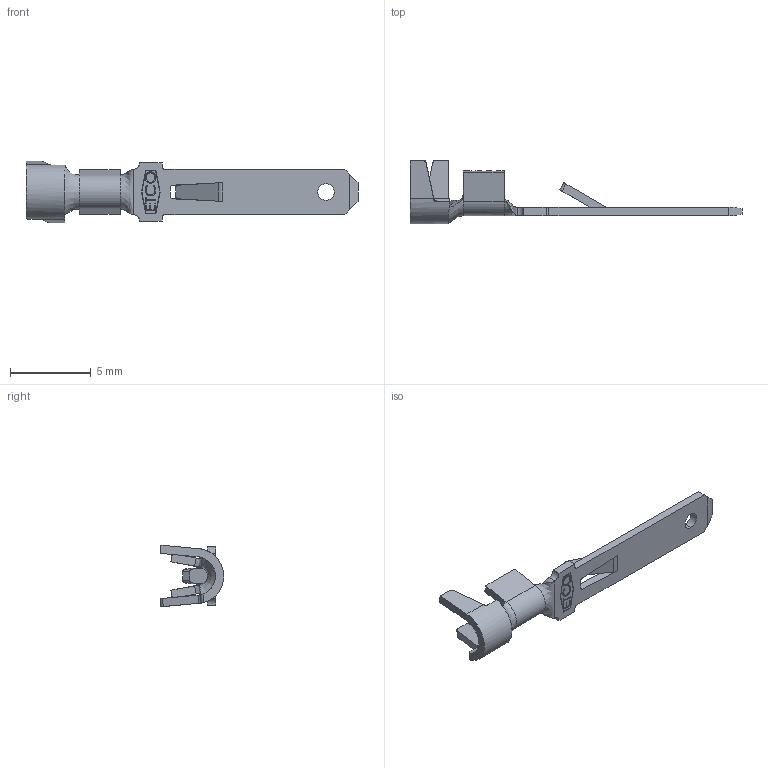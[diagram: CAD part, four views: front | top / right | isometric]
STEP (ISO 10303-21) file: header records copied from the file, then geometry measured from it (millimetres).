
FILE_DESCRIPTION (( 'STEP AP203' ), '1' );
FILE_NAME ('07916.STEP', '2015-01-29T16:07:03', ( '' ), ( '' ), 'SwSTEP 2.0', 'SolidWorks 2014', '' );
FILE_SCHEMA (( 'CONFIG_CONTROL_DESIGN' ));
Length unit declared in the file: inch
Products named in the file (1): 07916
Bounding box: 20.57 x 3.94 x 3.81 mm (x, y, z)
Volume: 36.9 mm3; surface area: 192.6 mm2
Topology: 1 solids, 1 shells, 169 faces, 468 edges, 307 vertices
Faces by surface type: plane 107, bspline 31, cylinder 25, cone 6
Entity records: 7434 total; most frequent: CARTESIAN_POINT 3303, ORIENTED_EDGE 936, DIRECTION 687, EDGE_CURVE 468, VECTOR 317, LINE 317, VERTEX_POINT 307, AXIS2_PLACEMENT_3D 185
